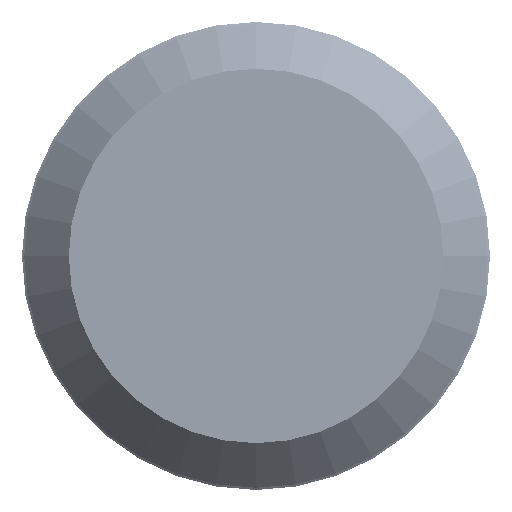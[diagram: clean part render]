
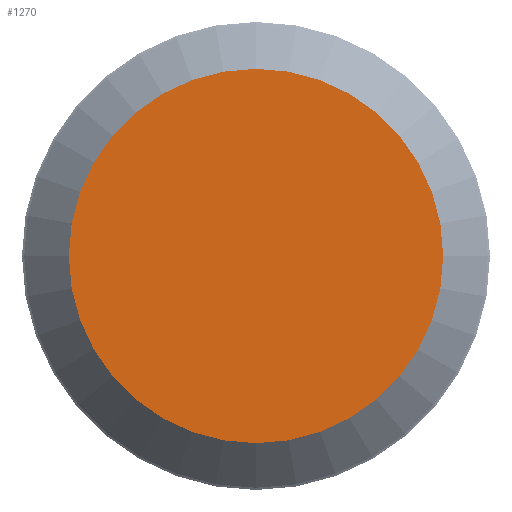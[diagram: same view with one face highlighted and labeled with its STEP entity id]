
A CAD part, left-side view. The second image highlights one B-rep face of the part: STEP entity #1270.
In plain terms, the highlighted planar face has unit normal (-1, 0, 0).
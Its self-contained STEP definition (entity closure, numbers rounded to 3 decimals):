
#1270 = ADVANCED_FACE ( 'NONE', ( #2982 ), #26486, .F. ) ;
#2405 = CIRCLE ( 'NONE', #15271, 4. ) ;
#2661 = EDGE_LOOP ( 'NONE', ( #22925 ) ) ;
#2894 = EDGE_CURVE ( 'NONE', #26225, #26225, #2405, .T. ) ;
#2982 = FACE_OUTER_BOUND ( 'NONE', #2661, .T. ) ;
#4899 = CARTESIAN_POINT ( 'NONE',  ( 6.85, 9.238, 0. ) ) ;
#9491 = DIRECTION ( 'NONE',  ( -1., 0., 0. ) ) ;
#11108 = DIRECTION ( 'NONE',  ( 1., 0., 0. ) ) ;
#15271 = AXIS2_PLACEMENT_3D ( 'NONE', #27986, #9491, #31105 ) ;
#22925 = ORIENTED_EDGE ( 'NONE', *, *, #2894, .T. ) ;
#26225 = VERTEX_POINT ( 'NONE', #30829 ) ;
#26372 = AXIS2_PLACEMENT_3D ( 'NONE', #4899, #11108, #32730 ) ;
#26486 = PLANE ( 'NONE',  #26372 ) ;
#27986 = CARTESIAN_POINT ( 'NONE',  ( 6.85, 0., 0. ) ) ;
#30829 = CARTESIAN_POINT ( 'NONE',  ( 6.85, 0., -4. ) ) ;
#31105 = DIRECTION ( 'NONE',  ( 0., 0., -1. ) ) ;
#32730 = DIRECTION ( 'NONE',  ( 0., 0., -1. ) ) ;
